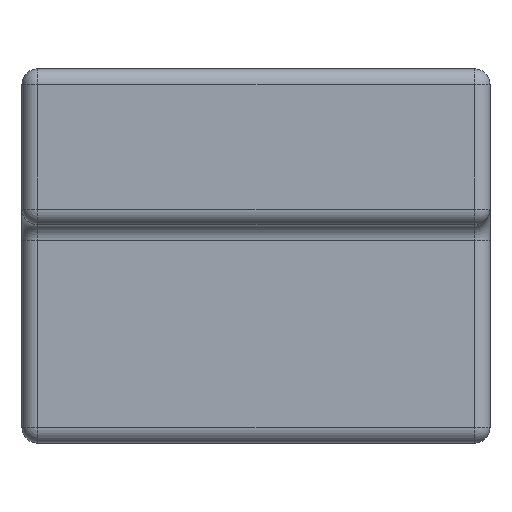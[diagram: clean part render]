
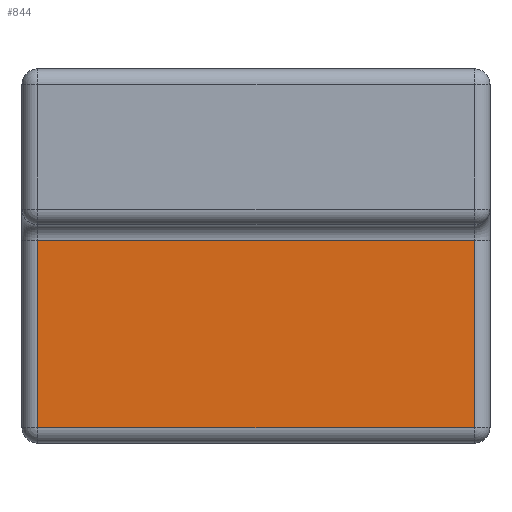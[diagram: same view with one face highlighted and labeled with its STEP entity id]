
A CAD part, front view. The second image highlights one B-rep face of the part: STEP entity #844.
In plain terms, the highlighted planar face has unit normal (0, -1, 0).
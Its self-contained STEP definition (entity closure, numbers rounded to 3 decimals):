
#19 = CARTESIAN_POINT ( 'NONE',  ( 30., 27.5, -10. ) ) ;
#27 = CARTESIAN_POINT ( 'NONE',  ( 1., 27.5, -11. ) ) ;
#225 = CARTESIAN_POINT ( 'NONE',  ( 0., 27.5, -11. ) ) ;
#241 = CARTESIAN_POINT ( 'NONE',  ( 29., 27.5, -10. ) ) ;
#296 = VERTEX_POINT ( 'NONE', #27 ) ;
#346 = LINE ( 'NONE', #225, #2048 ) ;
#389 = DIRECTION ( 'NONE',  ( 0., 0., 1. ) ) ;
#446 = LINE ( 'NONE', #927, #1026 ) ;
#490 = CARTESIAN_POINT ( 'NONE',  ( 29., 27.5, -11. ) ) ;
#560 = DIRECTION ( 'NONE',  ( 1., 0., 0. ) ) ;
#626 = EDGE_CURVE ( 'NONE', #1367, #1211, #772, .T. ) ;
#638 = EDGE_CURVE ( 'NONE', #296, #1188, #446, .T. ) ;
#674 = DIRECTION ( 'NONE',  ( -1., 0., 0. ) ) ;
#772 = LINE ( 'NONE', #241, #1886 ) ;
#803 = PLANE ( 'NONE',  #1027 ) ;
#844 = ADVANCED_FACE ( 'NONE', ( #961 ), #803, .F. ) ;
#887 = ORIENTED_EDGE ( 'NONE', *, *, #638, .T. ) ;
#927 = CARTESIAN_POINT ( 'NONE',  ( 1., 27.5, -10. ) ) ;
#961 = FACE_OUTER_BOUND ( 'NONE', #1106, .T. ) ;
#996 = CARTESIAN_POINT ( 'NONE',  ( 1., 27.5, -23. ) ) ;
#1026 = VECTOR ( 'NONE', #1843, 1000. ) ;
#1027 = AXIS2_PLACEMENT_3D ( 'NONE', #19, #1444, #1301 ) ;
#1106 = EDGE_LOOP ( 'NONE', ( #1869, #887, #1220, #1582 ) ) ;
#1188 = VERTEX_POINT ( 'NONE', #996 ) ;
#1204 = CARTESIAN_POINT ( 'NONE',  ( 29., 27.5, -23. ) ) ;
#1211 = VERTEX_POINT ( 'NONE', #490 ) ;
#1220 = ORIENTED_EDGE ( 'NONE', *, *, #1840, .T. ) ;
#1301 = DIRECTION ( 'NONE',  ( 0., 0., 1. ) ) ;
#1347 = LINE ( 'NONE', #2030, #1421 ) ;
#1367 = VERTEX_POINT ( 'NONE', #1204 ) ;
#1421 = VECTOR ( 'NONE', #560, 1000. ) ;
#1444 = DIRECTION ( 'NONE',  ( 0., 1., 0. ) ) ;
#1582 = ORIENTED_EDGE ( 'NONE', *, *, #626, .T. ) ;
#1754 = EDGE_CURVE ( 'NONE', #1211, #296, #346, .T. ) ;
#1840 = EDGE_CURVE ( 'NONE', #1188, #1367, #1347, .T. ) ;
#1843 = DIRECTION ( 'NONE',  ( 0., 0., -1. ) ) ;
#1869 = ORIENTED_EDGE ( 'NONE', *, *, #1754, .T. ) ;
#1886 = VECTOR ( 'NONE', #389, 1000. ) ;
#2030 = CARTESIAN_POINT ( 'NONE',  ( 30., 27.5, -23. ) ) ;
#2048 = VECTOR ( 'NONE', #674, 1000. ) ;
